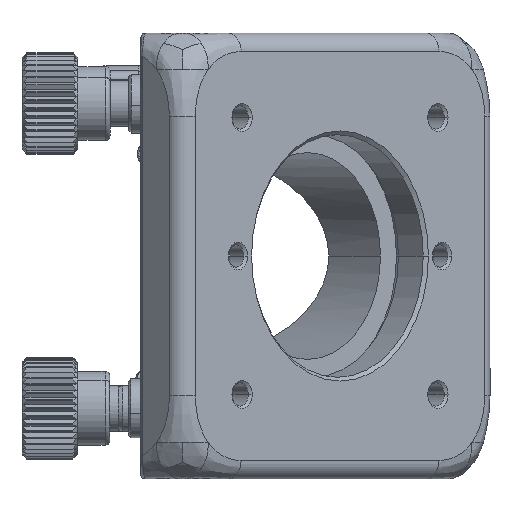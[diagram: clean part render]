
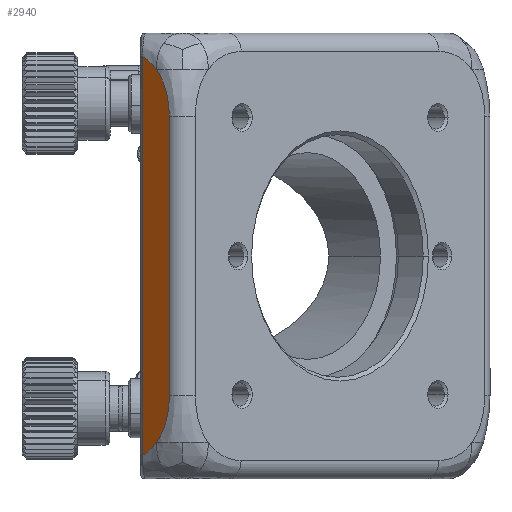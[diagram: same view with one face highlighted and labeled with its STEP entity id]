
A CAD part, left-side view. The second image highlights one B-rep face of the part: STEP entity #2940.
In plain terms, the highlighted planar face has unit normal (-0.707, 0.707, 0).
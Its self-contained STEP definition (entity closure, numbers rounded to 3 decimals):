
#962 = VECTOR ( 'NONE', #55122, 1000. ) ;
#1113 = ORIENTED_EDGE ( 'NONE', *, *, #21824, .T. ) ;
#1359 = EDGE_CURVE ( 'NONE', #39819, #3660, #12960, .T. ) ;
#1677 = ORIENTED_EDGE ( 'NONE', *, *, #54996, .T. ) ;
#2073 = CARTESIAN_POINT ( 'NONE',  ( -42.844, 5.558, -18.028 ) ) ;
#2937 = CARTESIAN_POINT ( 'NONE',  ( -41.838, 6.564, -20.188 ) ) ;
#2940 = ADVANCED_FACE ( 'NONE', ( #29251 ), #48446, .F. ) ;
#3660 = VERTEX_POINT ( 'NONE', #61182 ) ;
#3897 = CARTESIAN_POINT ( 'NONE',  ( -42.89, 5.512, 17.864 ) ) ;
#4821 = CARTESIAN_POINT ( 'NONE',  ( -43.225, 5.177, 15.656 ) ) ;
#4942 = CARTESIAN_POINT ( 'NONE',  ( -41.838, 6.564, -20.188 ) ) ;
#5655 = CARTESIAN_POINT ( 'NONE',  ( -43.225, 5.177, 15.15 ) ) ;
#5992 = CARTESIAN_POINT ( 'NONE',  ( -40.886, 7.516, 21.284 ) ) ;
#6381 = DIRECTION ( 'NONE',  ( 0., 0., 1. ) ) ;
#7331 = CARTESIAN_POINT ( 'NONE',  ( -41.4, 7.002, -20.807 ) ) ;
#12960 = B_SPLINE_CURVE_WITH_KNOTS ( 'NONE', 3,
 ( #16680, #30279, #5992, #50097 ),
 .UNSPECIFIED., .F., .F.,
 ( 4, 4 ),
 ( 0., 0.493 ),
 .UNSPECIFIED. ) ;
#13990 = CARTESIAN_POINT ( 'NONE',  ( -43.046, 5.356, 17.196 ) ) ;
#15378 = EDGE_CURVE ( 'NONE', #36558, #39819, #58018, .T. ) ;
#15531 = CARTESIAN_POINT ( 'NONE',  ( -43.225, 5.177, -24.15 ) ) ;
#16680 = CARTESIAN_POINT ( 'NONE',  ( -41.838, 6.564, 20.188 ) ) ;
#16892 = CARTESIAN_POINT ( 'NONE',  ( -43.225, 5.177, -15.15 ) ) ;
#18244 = VERTEX_POINT ( 'NONE', #47534 ) ;
#18867 = DIRECTION ( 'NONE',  ( 0., 0., -1. ) ) ;
#19719 = EDGE_LOOP ( 'NONE', ( #21987, #44729, #56522, #1677, #1113, #47402 ) ) ;
#21625 = CARTESIAN_POINT ( 'NONE',  ( -42.798, 5.604, -18.184 ) ) ;
#21824 = EDGE_CURVE ( 'NONE', #22316, #36558, #48339, .T. ) ;
#21987 = ORIENTED_EDGE ( 'NONE', *, *, #1359, .T. ) ;
#22316 = VERTEX_POINT ( 'NONE', #39135 ) ;
#23158 = CARTESIAN_POINT ( 'NONE',  ( -42.875, 5.528, 17.921 ) ) ;
#24078 = CARTESIAN_POINT ( 'NONE',  ( -43.225, 5.177, 15.15 ) ) ;
#24203 = CARTESIAN_POINT ( 'NONE',  ( -42.06, 6.342, -19.874 ) ) ;
#26308 = CARTESIAN_POINT ( 'NONE',  ( -40.296, 8.106, -21.62 ) ) ;
#26370 = CARTESIAN_POINT ( 'NONE',  ( -43.103, 5.299, -17.103 ) ) ;
#27884 = CARTESIAN_POINT ( 'NONE',  ( -43.18, 5.222, 16.388 ) ) ;
#29251 = FACE_OUTER_BOUND ( 'NONE', #19719, .T. ) ;
#29976 = VECTOR ( 'NONE', #6381, 1000. ) ;
#30279 = CARTESIAN_POINT ( 'NONE',  ( -41.4, 7.002, 20.807 ) ) ;
#31080 = EDGE_CURVE ( 'NONE', #3660, #37585, #32155, .T. ) ;
#31404 = CARTESIAN_POINT ( 'NONE',  ( -42.75, 5.652, -18.339 ) ) ;
#32155 = LINE ( 'NONE', #51336, #962 ) ;
#32927 = CARTESIAN_POINT ( 'NONE',  ( -42.622, 5.78, 18.822 ) ) ;
#33799 = B_SPLINE_CURVE_WITH_KNOTS ( 'NONE', 3,
 ( #4942, #24203, #44031, #58494, #31404, #21625, #59724, #2073, #26370, #59121, #16892 ),
 .UNSPECIFIED., .F., .F.,
 ( 4, 1, 1, 1, 2, 2, 4 ),
 ( 0., 0.25, 0.375, 0.438, 0.469, 0.5, 1. ),
 .UNSPECIFIED. ) ;
#35754 = B_SPLINE_CURVE_WITH_KNOTS ( 'NONE', 3,
 ( #50506, #46118, #7331, #2937 ),
 .UNSPECIFIED., .F., .F.,
 ( 4, 4 ),
 ( 0.507, 1. ),
 .UNSPECIFIED. ) ;
#36558 = VERTEX_POINT ( 'NONE', #5655 ) ;
#37585 = VERTEX_POINT ( 'NONE', #26308 ) ;
#38251 = CARTESIAN_POINT ( 'NONE',  ( -42.96, 5.442, 17.589 ) ) ;
#39135 = CARTESIAN_POINT ( 'NONE',  ( -43.225, 5.177, -15.15 ) ) ;
#39819 = VERTEX_POINT ( 'NONE', #59561 ) ;
#42049 = CARTESIAN_POINT ( 'NONE',  ( -42.918, 5.484, 17.755 ) ) ;
#42353 = CARTESIAN_POINT ( 'NONE',  ( -42.282, 6.12, 19.56 ) ) ;
#44031 = CARTESIAN_POINT ( 'NONE',  ( -42.354, 6.048, -19.362 ) ) ;
#44729 = ORIENTED_EDGE ( 'NONE', *, *, #31080, .T. ) ;
#46118 = CARTESIAN_POINT ( 'NONE',  ( -40.886, 7.516, -21.284 ) ) ;
#47402 = ORIENTED_EDGE ( 'NONE', *, *, #15378, .T. ) ;
#47534 = CARTESIAN_POINT ( 'NONE',  ( -41.838, 6.564, -20.188 ) ) ;
#48339 = LINE ( 'NONE', #15531, #29976 ) ;
#48446 = PLANE ( 'NONE',  #48470 ) ;
#48470 = AXIS2_PLACEMENT_3D ( 'NONE', #53486, #62006, #18867 ) ;
#50034 = EDGE_CURVE ( 'NONE', #37585, #18244, #35754, .T. ) ;
#50097 = CARTESIAN_POINT ( 'NONE',  ( -40.296, 8.106, 21.62 ) ) ;
#50506 = CARTESIAN_POINT ( 'NONE',  ( -40.296, 8.106, -21.62 ) ) ;
#51336 = CARTESIAN_POINT ( 'NONE',  ( -40.296, 8.106, -24.15 ) ) ;
#52408 = CARTESIAN_POINT ( 'NONE',  ( -41.838, 6.564, 20.188 ) ) ;
#53486 = CARTESIAN_POINT ( 'NONE',  ( -10.486, 37.916, -24.15 ) ) ;
#54996 = EDGE_CURVE ( 'NONE', #18244, #22316, #33799, .T. ) ;
#55122 = DIRECTION ( 'NONE',  ( 0., 0., -1. ) ) ;
#56522 = ORIENTED_EDGE ( 'NONE', *, *, #50034, .T. ) ;
#58018 = B_SPLINE_CURVE_WITH_KNOTS ( 'NONE', 3,
 ( #24078, #4821, #27884, #13990, #38251, #42049, #3897, #23158, #32927, #42353, #52408 ),
 .UNSPECIFIED., .F., .F.,
 ( 4, 1, 1, 1, 2, 2, 4 ),
 ( 0., 0.25, 0.375, 0.438, 0.469, 0.5, 1. ),
 .UNSPECIFIED. ) ;
#58494 = CARTESIAN_POINT ( 'NONE',  ( -42.629, 5.773, -18.692 ) ) ;
#59121 = CARTESIAN_POINT ( 'NONE',  ( -43.225, 5.177, -16.162 ) ) ;
#59561 = CARTESIAN_POINT ( 'NONE',  ( -41.838, 6.564, 20.188 ) ) ;
#59724 = CARTESIAN_POINT ( 'NONE',  ( -42.83, 5.572, -18.079 ) ) ;
#61182 = CARTESIAN_POINT ( 'NONE',  ( -40.296, 8.106, 21.62 ) ) ;
#62006 = DIRECTION ( 'NONE',  ( 0.707, -0.707, 0. ) ) ;
